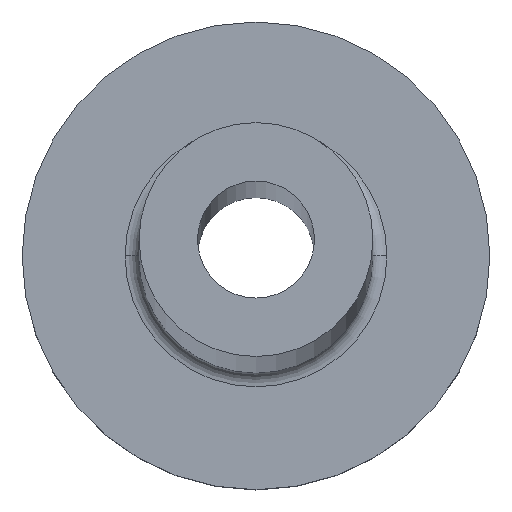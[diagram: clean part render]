
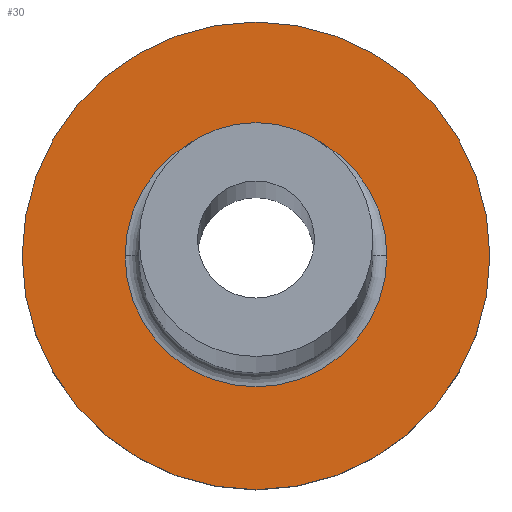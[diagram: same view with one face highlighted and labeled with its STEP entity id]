
A CAD part, top view. The second image highlights one B-rep face of the part: STEP entity #30.
In plain terms, the highlighted planar face has unit normal (0, 0, 1).
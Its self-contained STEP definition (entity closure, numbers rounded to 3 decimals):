
#9 = AXIS2_PLACEMENT_3D ( 'NONE', #324, #267, #153 ) ;
#12 = CARTESIAN_POINT ( 'NONE',  ( -5., 0., 3. ) ) ;
#18 = AXIS2_PLACEMENT_3D ( 'NONE', #108, #24, #251 ) ;
#24 = DIRECTION ( 'NONE',  ( 0., 0., 1. ) ) ;
#30 = ADVANCED_FACE ( 'NONE', ( #47, #110 ), #340, .T. ) ;
#47 = FACE_BOUND ( 'NONE', #271, .T. ) ;
#60 = EDGE_CURVE ( 'NONE', #368, #260, #272, .T. ) ;
#83 = CARTESIAN_POINT ( 'NONE',  ( 0., 0., 3. ) ) ;
#84 = DIRECTION ( 'NONE',  ( 1., 0., 0. ) ) ;
#99 = ORIENTED_EDGE ( 'NONE', *, *, #318, .T. ) ;
#103 = AXIS2_PLACEMENT_3D ( 'NONE', #136, #248, #84 ) ;
#108 = CARTESIAN_POINT ( 'NONE',  ( 0., 0., 3. ) ) ;
#110 = FACE_OUTER_BOUND ( 'NONE', #245, .T. ) ;
#111 = DIRECTION ( 'NONE',  ( 0., 0., -1. ) ) ;
#136 = CARTESIAN_POINT ( 'NONE',  ( 0., 0., 3. ) ) ;
#141 = CIRCLE ( 'NONE', #9, 2.8 ) ;
#142 = EDGE_CURVE ( 'NONE', #155, #298, #276, .T. ) ;
#153 = DIRECTION ( 'NONE',  ( 1., 0., 0. ) ) ;
#155 = VERTEX_POINT ( 'NONE', #312 ) ;
#157 = EDGE_CURVE ( 'NONE', #298, #155, #160, .T. ) ;
#158 = ORIENTED_EDGE ( 'NONE', *, *, #157, .T. ) ;
#160 = CIRCLE ( 'NONE', #103, 5. ) ;
#199 = CARTESIAN_POINT ( 'NONE',  ( 2.8, 0., 3. ) ) ;
#220 = ORIENTED_EDGE ( 'NONE', *, *, #142, .T. ) ;
#224 = DIRECTION ( 'NONE',  ( 0., 0., 1. ) ) ;
#245 = EDGE_LOOP ( 'NONE', ( #158, #220 ) ) ;
#248 = DIRECTION ( 'NONE',  ( 0., 0., 1. ) ) ;
#251 = DIRECTION ( 'NONE',  ( 1., 0., 0. ) ) ;
#260 = VERTEX_POINT ( 'NONE', #199 ) ;
#263 = CARTESIAN_POINT ( 'NONE',  ( -2.8, 0., 3. ) ) ;
#267 = DIRECTION ( 'NONE',  ( 0., 0., -1. ) ) ;
#271 = EDGE_LOOP ( 'NONE', ( #99, #357 ) ) ;
#272 = CIRCLE ( 'NONE', #315, 2.8 ) ;
#276 = CIRCLE ( 'NONE', #18, 5. ) ;
#277 = CARTESIAN_POINT ( 'NONE',  ( 0., 0., 3. ) ) ;
#280 = DIRECTION ( 'NONE',  ( 1., 0., 0. ) ) ;
#298 = VERTEX_POINT ( 'NONE', #12 ) ;
#312 = CARTESIAN_POINT ( 'NONE',  ( 5., 0., 3. ) ) ;
#315 = AXIS2_PLACEMENT_3D ( 'NONE', #277, #111, #280 ) ;
#318 = EDGE_CURVE ( 'NONE', #260, #368, #141, .T. ) ;
#324 = CARTESIAN_POINT ( 'NONE',  ( 0., 0., 3. ) ) ;
#340 = PLANE ( 'NONE',  #373 ) ;
#357 = ORIENTED_EDGE ( 'NONE', *, *, #60, .T. ) ;
#368 = VERTEX_POINT ( 'NONE', #263 ) ;
#373 = AXIS2_PLACEMENT_3D ( 'NONE', #83, #224, #377 ) ;
#377 = DIRECTION ( 'NONE',  ( 1., 0., 0. ) ) ;
